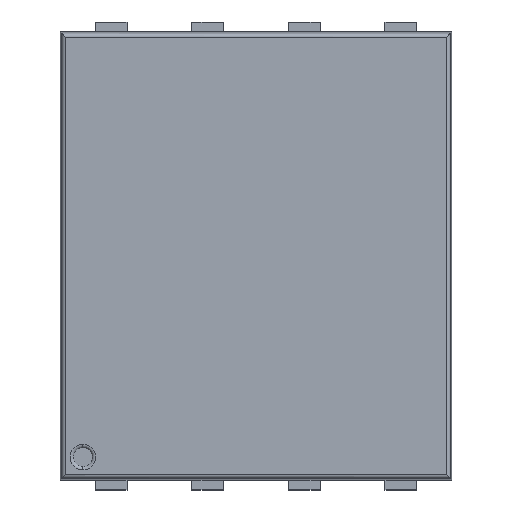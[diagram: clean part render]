
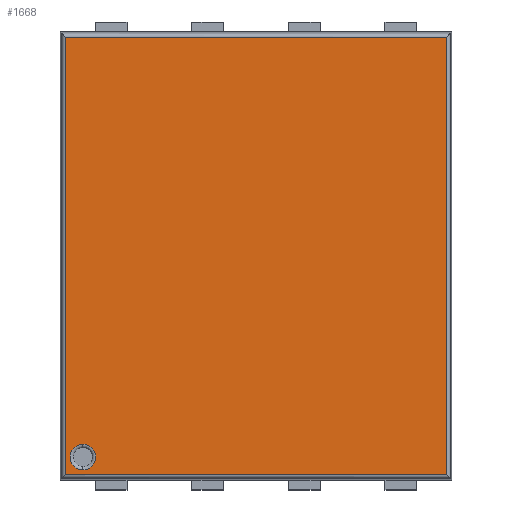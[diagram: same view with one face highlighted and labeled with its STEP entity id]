
A CAD part, top view. The second image highlights one B-rep face of the part: STEP entity #1668.
In plain terms, the highlighted planar face has unit normal (0, 0, 1).
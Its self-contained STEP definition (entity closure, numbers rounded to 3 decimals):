
#1451 = CARTESIAN_POINT ( 'NONE',  ( -2.275, -2.477, 1.12 ) ) ;
#1452 = VERTEX_POINT ( 'NONE', #1451 ) ;
#1453 = CARTESIAN_POINT ( 'NONE',  ( -2.275, -2.813, 1.12 ) ) ;
#1454 = VERTEX_POINT ( 'NONE', #1453 ) ;
#1455 = CARTESIAN_POINT ( 'NONE',  ( -2.275, -2.645, 1.12 ) ) ;
#1456 = DIRECTION ( 'NONE',  ( 0., 0., -1. ) ) ;
#1457 = DIRECTION ( 'NONE',  ( 0., -1., 0. ) ) ;
#1458 = AXIS2_PLACEMENT_3D ( 'NONE', #1455, #1456, #1457 ) ;
#1459 = CIRCLE ( 'NONE', #1458, 0.168) ;
#1460 = EDGE_CURVE ( 'NONE', #1452, #1454, #1459, .T. ) ;
#1619 = CARTESIAN_POINT ( 'NONE',  ( -2.505, 2.875, 1.12 ) ) ;
#1620 = VERTEX_POINT ( 'NONE', #1619 ) ;
#1621 = CARTESIAN_POINT ( 'NONE',  ( -2.505, -2.875, 1.12 ) ) ;
#1622 = VERTEX_POINT ( 'NONE', #1621 ) ;
#1623 = CARTESIAN_POINT ( 'NONE',  ( -2.505, 2.945, 1.12 ) ) ;
#1624 = DIRECTION ( 'NONE',  ( 0., -1., 0. ) ) ;
#1625 = VECTOR ( 'NONE', #1624, 1000. ) ;
#1626 = LINE ( 'NONE', #1623, #1625 ) ;
#1627 = EDGE_CURVE ( 'NONE', #1620, #1622, #1626, .T. ) ;
#1628 = ORIENTED_EDGE ( 'NONE', *, *, #1627, .T. ) ;
#1629 = CARTESIAN_POINT ( 'NONE',  ( 2.505, -2.875, 1.12 ) ) ;
#1630 = VERTEX_POINT ( 'NONE', #1629 ) ;
#1631 = CARTESIAN_POINT ( 'NONE',  ( -2.575, -2.875, 1.12 ) ) ;
#1632 = DIRECTION ( 'NONE',  ( 1., 0., 0. ) ) ;
#1633 = VECTOR ( 'NONE', #1632, 1000. ) ;
#1634 = LINE ( 'NONE', #1631, #1633 ) ;
#1635 = EDGE_CURVE ( 'NONE', #1622, #1630, #1634, .T. ) ;
#1636 = ORIENTED_EDGE ( 'NONE', *, *, #1635, .T. ) ;
#1637 = CARTESIAN_POINT ( 'NONE',  ( 2.505, 2.875, 1.12 ) ) ;
#1638 = VERTEX_POINT ( 'NONE', #1637 ) ;
#1639 = CARTESIAN_POINT ( 'NONE',  ( 2.505, 2.945, 1.12 ) ) ;
#1640 = DIRECTION ( 'NONE',  ( 0., 1., 0. ) ) ;
#1641 = VECTOR ( 'NONE', #1640, 1000. ) ;
#1642 = LINE ( 'NONE', #1639, #1641 ) ;
#1643 = EDGE_CURVE ( 'NONE', #1630, #1638, #1642, .T. ) ;
#1644 = ORIENTED_EDGE ( 'NONE', *, *, #1643, .T. ) ;
#1645 = CARTESIAN_POINT ( 'NONE',  ( -2.575, 2.875, 1.12 ) ) ;
#1646 = DIRECTION ( 'NONE',  ( -1., 0., 0. ) ) ;
#1647 = VECTOR ( 'NONE', #1646, 1000. ) ;
#1648 = LINE ( 'NONE', #1645, #1647 ) ;
#1649 = EDGE_CURVE ( 'NONE', #1638, #1620, #1648, .T. ) ;
#1650 = ORIENTED_EDGE ( 'NONE', *, *, #1649, .T. ) ;
#1651 = EDGE_LOOP ( 'NONE', ( #1628, #1636, #1644, #1650 ) ) ;
#1652 = FACE_OUTER_BOUND ( 'NONE', #1651, .T. ) ;
#1653 = CARTESIAN_POINT ( 'NONE',  ( -2.275, -2.645, 1.12 ) ) ;
#1654 = DIRECTION ( 'NONE',  ( 0., 0., -1. ) ) ;
#1655 = DIRECTION ( 'NONE',  ( 0., -1., 0. ) ) ;
#1656 = AXIS2_PLACEMENT_3D ( 'NONE', #1653, #1654, #1655 ) ;
#1657 = CIRCLE ( 'NONE', #1656, 0.168) ;
#1658 = EDGE_CURVE ( 'NONE', #1454, #1452, #1657, .T. ) ;
#1659 = ORIENTED_EDGE ( 'NONE', *, *, #1658, .T. ) ;
#1660 = ORIENTED_EDGE ( 'NONE', *, *, #1460, .T. ) ;
#1661 = EDGE_LOOP ( 'NONE', ( #1659, #1660 ) ) ;
#1662 = FACE_BOUND ( 'NONE', #1661, .T. ) ;
#1663 = CARTESIAN_POINT ( 'NONE',  ( -2.575, 2.945, 1.12 ) ) ;
#1664 = DIRECTION ( 'NONE',  ( 0., 0., 1. ) ) ;
#1665 = DIRECTION ( 'NONE',  ( 0., -1., 0. ) ) ;
#1666 = AXIS2_PLACEMENT_3D ( 'NONE', #1663, #1664, #1665 ) ;
#1667 = PLANE ( 'NONE', #1666 ) ;
#1668 = ADVANCED_FACE ( 'NONE', ( #1652, #1662 ), #1667, .T. ) ;
